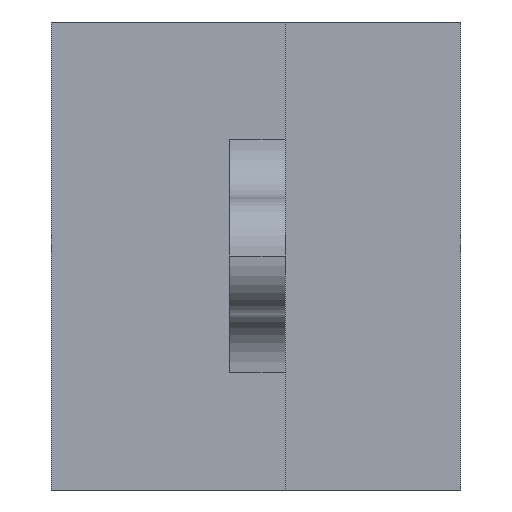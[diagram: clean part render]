
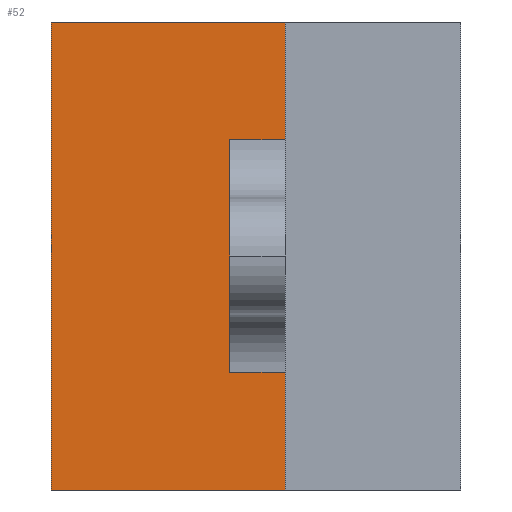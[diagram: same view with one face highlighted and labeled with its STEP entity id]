
A CAD part, left-side view. The second image highlights one B-rep face of the part: STEP entity #52.
In plain terms, the highlighted planar face has unit normal (-1, 0, 0).
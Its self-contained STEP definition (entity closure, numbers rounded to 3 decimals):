
#52 = ADVANCED_FACE( '', ( #119 ), #120, .T. );
#119 = FACE_OUTER_BOUND( '', #217, .T. );
#120 = PLANE( '', #218 );
#217 = EDGE_LOOP( '', ( #319, #320, #321, #322, #323, #324, #325, #326 ) );
#218 = AXIS2_PLACEMENT_3D( '', #327, #328, #329 );
#319 = ORIENTED_EDGE( '', *, *, #515, .F. );
#320 = ORIENTED_EDGE( '', *, *, #508, .T. );
#321 = ORIENTED_EDGE( '', *, *, #516, .T. );
#322 = ORIENTED_EDGE( '', *, *, #517, .F. );
#323 = ORIENTED_EDGE( '', *, *, #518, .F. );
#324 = ORIENTED_EDGE( '', *, *, #519, .T. );
#325 = ORIENTED_EDGE( '', *, *, #520, .T. );
#326 = ORIENTED_EDGE( '', *, *, #511, .T. );
#327 = CARTESIAN_POINT( '', ( 10., 70., -80. ) );
#328 = DIRECTION( '', ( -1., 0., 0. ) );
#329 = DIRECTION( '', ( 0., 1., 0. ) );
#508 = EDGE_CURVE( '', #583, #587, #589, .T. );
#511 = EDGE_CURVE( '', #594, #591, #595, .F. );
#515 = EDGE_CURVE( '', #583, #591, #600, .T. );
#516 = EDGE_CURVE( '', #587, #601, #602, .T. );
#517 = EDGE_CURVE( '', #603, #601, #604, .T. );
#518 = EDGE_CURVE( '', #605, #603, #606, .T. );
#519 = EDGE_CURVE( '', #605, #607, #608, .T. );
#520 = EDGE_CURVE( '', #607, #594, #609, .T. );
#583 = VERTEX_POINT( '', #700 );
#587 = VERTEX_POINT( '', #705 );
#589 = LINE( '', #707, #708 );
#591 = VERTEX_POINT( '', #710 );
#594 = VERTEX_POINT( '', #713 );
#595 = LINE( '', #714, #715 );
#600 = LINE( '', #721, #722 );
#601 = VERTEX_POINT( '', #723 );
#602 = LINE( '', #724, #725 );
#603 = VERTEX_POINT( '', #726 );
#604 = LINE( '', #727, #728 );
#605 = VERTEX_POINT( '', #729 );
#606 = LINE( '', #730, #731 );
#607 = VERTEX_POINT( '', #732 );
#608 = LINE( '', #733, #734 );
#609 = LINE( '', #735, #736 );
#700 = CARTESIAN_POINT( '', ( 10., 39.5, -20.1 ) );
#705 = CARTESIAN_POINT( '', ( 10., 30., -20.1 ) );
#707 = CARTESIAN_POINT( '', ( 10., 70., -20.1 ) );
#708 = VECTOR( '', #851, 1000. );
#710 = CARTESIAN_POINT( '', ( 10., 39.5, -59.9 ) );
#713 = CARTESIAN_POINT( '', ( 10., 30., -59.9 ) );
#714 = CARTESIAN_POINT( '', ( 10., 70., -59.9 ) );
#715 = VECTOR( '', #855, 1000. );
#721 = CARTESIAN_POINT( '', ( 10., 39.5, -30.1 ) );
#722 = VECTOR( '', #860, 1000. );
#723 = CARTESIAN_POINT( '', ( 10., 30., 0. ) );
#724 = CARTESIAN_POINT( '', ( 10., 30., -80. ) );
#725 = VECTOR( '', #861, 1000. );
#726 = CARTESIAN_POINT( '', ( 10., 70., 0. ) );
#727 = CARTESIAN_POINT( '', ( 10., 70., 0. ) );
#728 = VECTOR( '', #862, 1000. );
#729 = CARTESIAN_POINT( '', ( 10., 70., -80. ) );
#730 = CARTESIAN_POINT( '', ( 10., 70., -80. ) );
#731 = VECTOR( '', #863, 1000. );
#732 = CARTESIAN_POINT( '', ( 10., 30., -80. ) );
#733 = CARTESIAN_POINT( '', ( 10., 70., -80. ) );
#734 = VECTOR( '', #864, 1000. );
#735 = CARTESIAN_POINT( '', ( 10., 30., -80. ) );
#736 = VECTOR( '', #865, 1000. );
#851 = DIRECTION( '', ( 0., -1., 0. ) );
#855 = DIRECTION( '', ( 0., -1., 0. ) );
#860 = DIRECTION( '', ( 0., 0., -1. ) );
#861 = DIRECTION( '', ( 0., 0., 1. ) );
#862 = DIRECTION( '', ( 0., -1., 0. ) );
#863 = DIRECTION( '', ( 0., 0., 1. ) );
#864 = DIRECTION( '', ( 0., -1., 0. ) );
#865 = DIRECTION( '', ( 0., 0., 1. ) );
